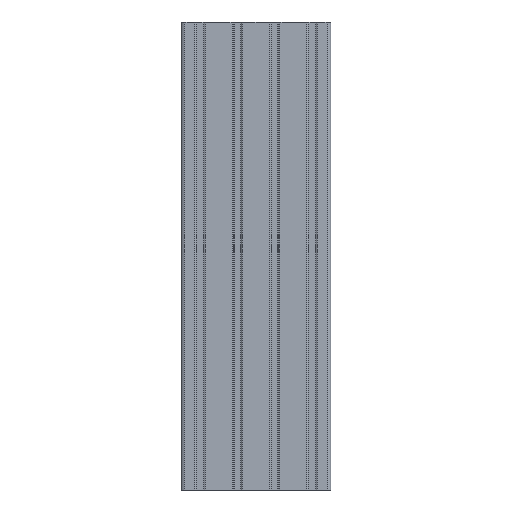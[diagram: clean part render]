
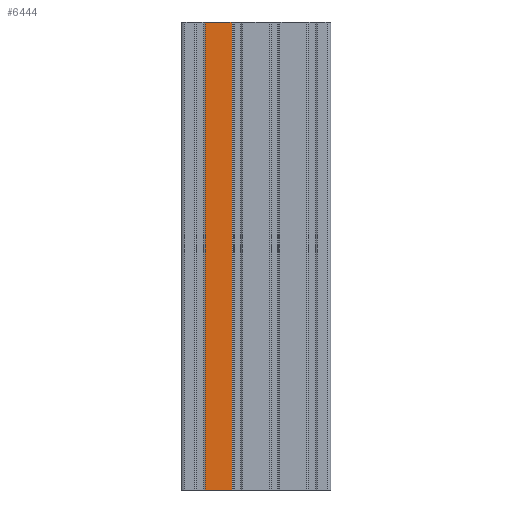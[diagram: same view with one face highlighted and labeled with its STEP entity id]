
A CAD part, front view. The second image highlights one B-rep face of the part: STEP entity #6444.
In plain terms, the highlighted planar face has unit normal (0, -1, 0).
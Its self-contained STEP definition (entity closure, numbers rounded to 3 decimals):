
#3141 = DIRECTION ( 'NONE',  ( 1., 0., 0. ) ) ;
#3142 = VECTOR ( 'NONE', #3141, 1000. ) ;
#3144 = LINE ( 'NONE', #3153, #3142 ) ;
#3153 = CARTESIAN_POINT ( 'NONE',  ( -24697.915, -20386.88, 500. ) ) ;
#3165 = CARTESIAN_POINT ( 'NONE',  ( -24697.915, -20386.88, 500. ) ) ;
#3221 = CARTESIAN_POINT ( 'NONE',  ( -24669.115, -20386.88, 500. ) ) ;
#6435 = EDGE_CURVE ( 'NONE', #8320, #6604, #12634, .T. ) ;
#6439 = ORIENTED_EDGE ( 'NONE', *, *, #8314, .F. ) ;
#6440 = ORIENTED_EDGE ( 'NONE', *, *, #6445, .F. ) ;
#6441 = EDGE_LOOP ( 'NONE', ( #6446, #6440, #6439, #6448 ) ) ;
#6444 = ADVANCED_FACE ( 'NONE', ( #12641 ), #12637, .F. ) ;
#6445 = EDGE_CURVE ( 'NONE', #8363, #6533, #12625, .T. ) ;
#6446 = ORIENTED_EDGE ( 'NONE', *, *, #6530, .T. ) ;
#6448 = ORIENTED_EDGE ( 'NONE', *, *, #6435, .T. ) ;
#6530 = EDGE_CURVE ( 'NONE', #6604, #6533, #12759, .T. ) ;
#6533 = VERTEX_POINT ( 'NONE', #12742 ) ;
#6604 = VERTEX_POINT ( 'NONE', #12910 ) ;
#8314 = EDGE_CURVE ( 'NONE', #8320, #8363, #3144, .T. ) ;
#8320 = VERTEX_POINT ( 'NONE', #3165 ) ;
#8363 = VERTEX_POINT ( 'NONE', #3221 ) ;
#12624 = VECTOR ( 'NONE', #12639, 1000. ) ;
#12625 = LINE ( 'NONE', #12629, #12624 ) ;
#12627 = DIRECTION ( 'NONE',  ( -1., 0., 0. ) ) ;
#12628 = DIRECTION ( 'NONE',  ( 0., 1., 0. ) ) ;
#12629 = CARTESIAN_POINT ( 'NONE',  ( -24669.115, -20386.88, 500. ) ) ;
#12631 = DIRECTION ( 'NONE',  ( 0., 0., -1. ) ) ;
#12632 = VECTOR ( 'NONE', #12631, 1000. ) ;
#12633 = CARTESIAN_POINT ( 'NONE',  ( -24697.915, -20386.88, 500. ) ) ;
#12634 = LINE ( 'NONE', #12633, #12632 ) ;
#12635 = CARTESIAN_POINT ( 'NONE',  ( -24697.915, -20386.88, 500. ) ) ;
#12636 = AXIS2_PLACEMENT_3D ( 'NONE', #12635, #12628, #12627 ) ;
#12637 = PLANE ( 'NONE',  #12636 ) ;
#12639 = DIRECTION ( 'NONE',  ( 0., 0., -1. ) ) ;
#12641 = FACE_OUTER_BOUND ( 'NONE', #6441, .T. ) ;
#12735 = DIRECTION ( 'NONE',  ( 1., 0., 0. ) ) ;
#12736 = VECTOR ( 'NONE', #12735, 1000. ) ;
#12737 = CARTESIAN_POINT ( 'NONE',  ( -24697.915, -20386.88, 0. ) ) ;
#12742 = CARTESIAN_POINT ( 'NONE',  ( -24669.115, -20386.88, 0. ) ) ;
#12759 = LINE ( 'NONE', #12737, #12736 ) ;
#12910 = CARTESIAN_POINT ( 'NONE',  ( -24697.915, -20386.88, 0. ) ) ;
